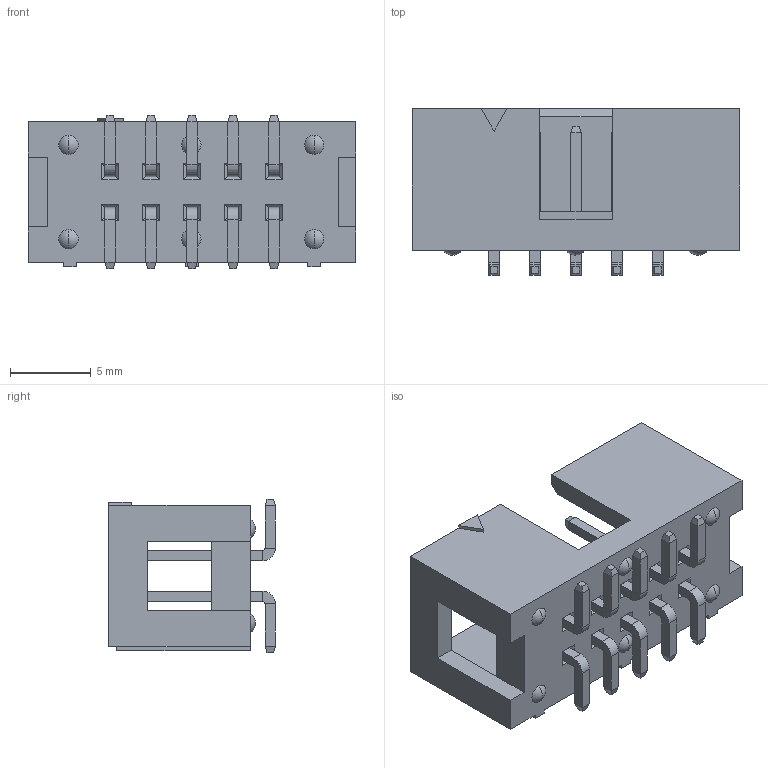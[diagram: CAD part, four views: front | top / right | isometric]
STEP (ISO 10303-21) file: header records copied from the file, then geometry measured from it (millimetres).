
FILE_DESCRIPTION (( 'STEP AP214' ), '1' );
FILE_NAME ('2316SM-10G.STEP', '2020-03-10T06:03:54', ( '' ), ( '' ), 'SwSTEP 2.0', 'SolidWorks 2018', '' );
FILE_SCHEMA (( 'AUTOMOTIVE_DESIGN' ));
Length unit declared in the file: millimetre
Products named in the file (3): 802B-0.64G; 2316SM-10G; 801-2316-10
Assembly tree (11 placements, depth 2):
  2316SM-10G
    801-2316-10
    802B-0.64G  x10
Bounding box: 20.32 x 10.34 x 9.5 mm (x, y, z)
Volume: 775.3 mm3; surface area: 1464.9 mm2
Topology: 11 solids, 11 shells, 356 faces, 804 edges, 460 vertices
Faces by surface type: plane 324, cylinder 20, torus 12
Entity records: 4798 total; most frequent: CARTESIAN_POINT 812, ORIENTED_EDGE 792, DIRECTION 768, EDGE_CURVE 396, LINE 368, VECTOR 368, VERTEX_POINT 244, AXIS2_PLACEMENT_3D 200
